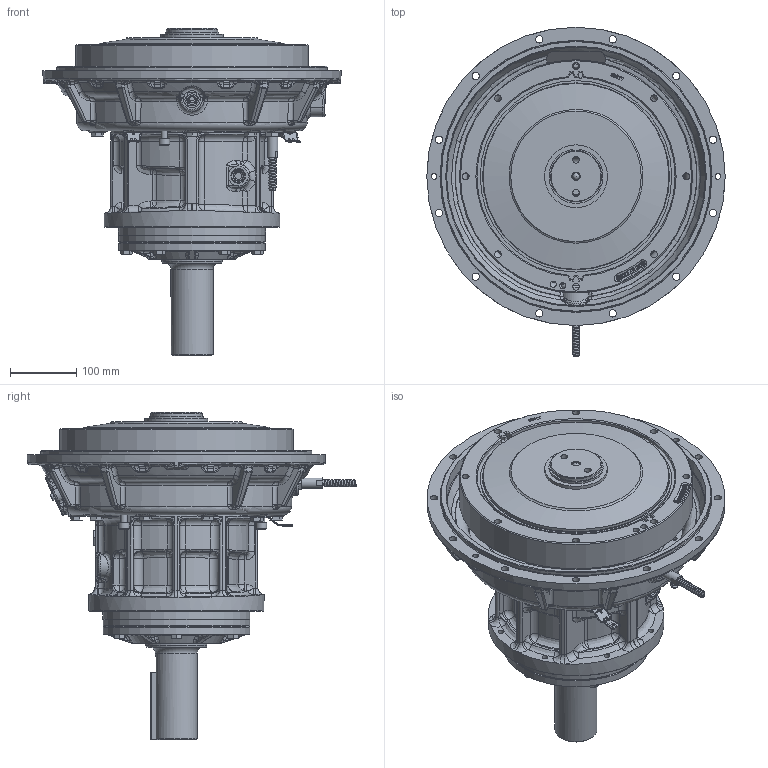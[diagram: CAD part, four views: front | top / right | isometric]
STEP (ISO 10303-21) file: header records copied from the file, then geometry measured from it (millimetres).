
FILE_DESCRIPTION (( 'STEP AP214' ), '1' );
FILE_NAME ('PX1030519D.step', '2021-03-29T20:49:27', ( 'TDI' ), ( 'Twin Disc Inc' ), 'SwSTEP 2.0', 'SolidWorks 2019', '' );
FILE_SCHEMA (( 'AUTOMOTIVE_DESIGN' ));
Length unit declared in the file: millimetre
Products named in the file (1): PX1030519D
Bounding box: 450.8 x 497.94 x 494.16 mm (x, y, z)
Surface area: 1111815.4 mm2 (no closed solid volume)
Topology: 0 solids, 151 shells, 2155 faces, 7064 edges, 4937 vertices
Faces by surface type: bspline 635, plane 612, cylinder 487, torus 185, cone 139, sphere 97
Full cylindrical faces by diameter (mm): 4.75 x2, 8 x12, 8.5 x18, 9.525 x2, 10 x3, 10.2 x2, 10.32 x8, 10.797 x1, 11 x12, 15.875 x3, 16 x3, 17.462 x1, 20 x1, 21 x1, 22.352 x2, 23 x6, 25.4 x1, 28 x2, 29.7 x1, 30.175 x3, 35 x1, 63.487 x1, 74.67 x1, 77.45 x2, 92.075 x1, 94.94 x1, 117.72 x1, 221.5 x2, 222.22 x1, 265 x1
Entity records: 143745 total; most frequent: CARTESIAN_POINT 67099, ORIENTED_EDGE 10933, DIRECTION 9379, EDGE_CURVE 6800, VERTEX_POINT 4856, AXIS2_PLACEMENT_3D 3594, EDGE_LOOP 2532, FACE_OUTER_BOUND 2246
